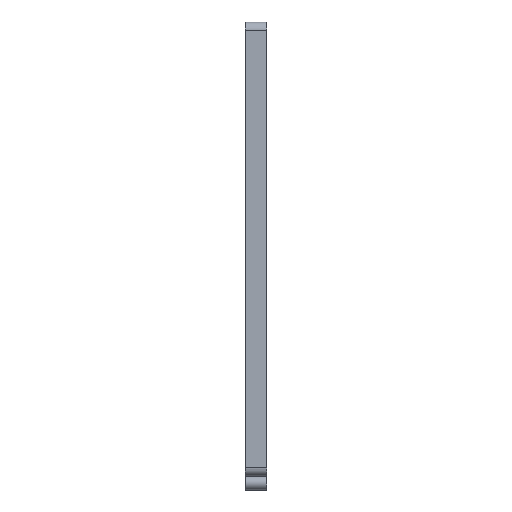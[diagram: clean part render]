
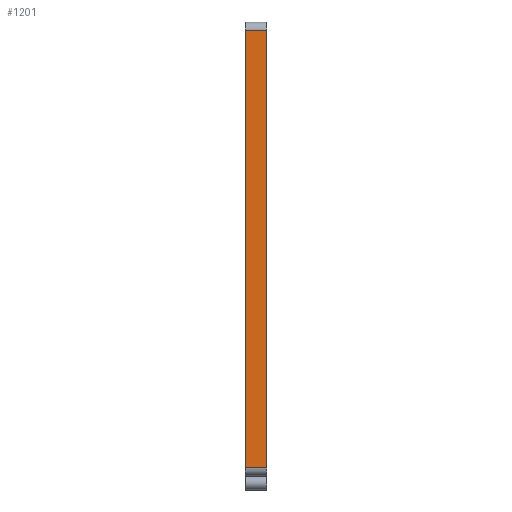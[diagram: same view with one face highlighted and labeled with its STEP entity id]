
A CAD part, top view. The second image highlights one B-rep face of the part: STEP entity #1201.
In plain terms, the highlighted planar face has unit normal (0, 0, 1).
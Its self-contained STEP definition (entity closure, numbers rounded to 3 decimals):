
#1174=AXIS2_PLACEMENT_3D('Plane Axis2P3D',#1171,#1172,#1173) ;
#124=CARTESIAN_POINT('Line Origine',(2.5,27.861,36.15)) ;
#128=CARTESIAN_POINT('Vertex',(2.5,53.194,36.15)) ;
#130=CARTESIAN_POINT('Vertex',(2.5,2.529,36.15)) ;
#1171=CARTESIAN_POINT('Axis2P3D Location',(0.,1.529,36.15)) ;
#1176=CARTESIAN_POINT('Line Origine',(0.,27.861,36.15)) ;
#1180=CARTESIAN_POINT('Vertex',(0.,53.194,36.15)) ;
#1182=CARTESIAN_POINT('Vertex',(0.,2.529,36.15)) ;
#1185=CARTESIAN_POINT('Line Origine',(1.25,2.529,36.15)) ;
#1190=CARTESIAN_POINT('Line Origine',(1.25,53.194,36.15)) ;
#125=DIRECTION('Vector Direction',(0.,-1.,0.)) ;
#1172=DIRECTION('Axis2P3D Direction',(0.,0.,-1.)) ;
#1173=DIRECTION('Axis2P3D XDirection',(0.,1.,0.)) ;
#1177=DIRECTION('Vector Direction',(0.,-1.,0.)) ;
#1186=DIRECTION('Vector Direction',(-1.,0.,0.)) ;
#1191=DIRECTION('Vector Direction',(-1.,0.,0.)) ;
#126=VECTOR('Line Direction',#125,1.) ;
#1178=VECTOR('Line Direction',#1177,1.) ;
#1187=VECTOR('Line Direction',#1186,1.) ;
#1192=VECTOR('Line Direction',#1191,1.) ;
#1196=ORIENTED_EDGE('',*,*,#1184,.T.) ;
#1197=ORIENTED_EDGE('',*,*,#1189,.F.) ;
#1198=ORIENTED_EDGE('',*,*,#132,.F.) ;
#1199=ORIENTED_EDGE('',*,*,#1194,.T.) ;
#1201=ADVANCED_FACE('V1',(#1200),#1175,.F.) ;
#132=EDGE_CURVE('',#129,#131,#127,.T.) ;
#1184=EDGE_CURVE('',#1181,#1183,#1179,.T.) ;
#1189=EDGE_CURVE('',#131,#1183,#1188,.T.) ;
#1194=EDGE_CURVE('',#129,#1181,#1193,.T.) ;
#1195=EDGE_LOOP('',(#1196,#1197,#1198,#1199)) ;
#1200=FACE_OUTER_BOUND('',#1195,.T.) ;
#127=LINE('Line',#124,#126) ;
#1179=LINE('Line',#1176,#1178) ;
#1188=LINE('Line',#1185,#1187) ;
#1193=LINE('Line',#1190,#1192) ;
#1175=PLANE('',#1174) ;
#129=VERTEX_POINT('',#128) ;
#131=VERTEX_POINT('',#130) ;
#1181=VERTEX_POINT('',#1180) ;
#1183=VERTEX_POINT('',#1182) ;
